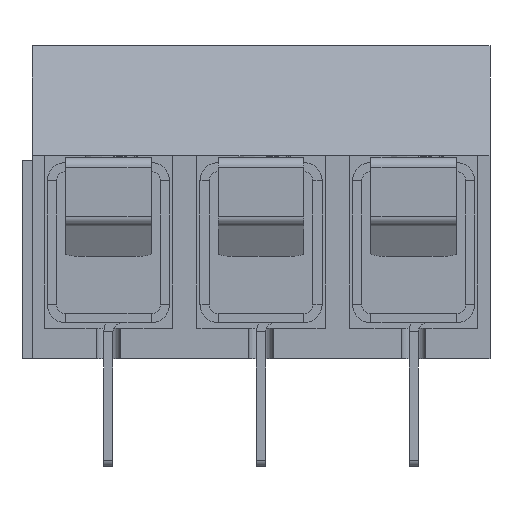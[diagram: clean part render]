
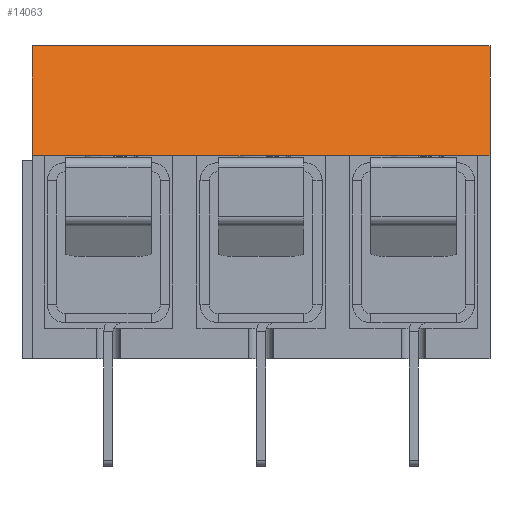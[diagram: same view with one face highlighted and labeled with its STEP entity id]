
A CAD part, front view. The second image highlights one B-rep face of the part: STEP entity #14063.
In plain terms, the highlighted planar face has unit normal (0, -0.949, 0.316).
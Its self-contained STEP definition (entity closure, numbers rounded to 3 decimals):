
#1927=FACE_OUTER_BOUND('',#2758,.T.);
#2758=EDGE_LOOP('',(#11233,#11234,#11235,#11236,#11237,#11238,#11239,#11240,
#11241,#11242));
#3190=LINE('',#18202,#4355);
#3483=LINE('',#22116,#4648);
#3744=LINE('',#24596,#4909);
#3745=LINE('',#24599,#4910);
#3750=LINE('',#24609,#4915);
#3757=LINE('',#24623,#4922);
#3767=LINE('',#24645,#4932);
#3778=LINE('',#24668,#4943);
#3787=LINE('',#24694,#4952);
#3788=LINE('',#24695,#4953);
#4355=VECTOR('',#15355,10.);
#4648=VECTOR('',#15748,10.);
#4909=VECTOR('',#16171,10.);
#4910=VECTOR('',#16174,10.);
#4915=VECTOR('',#16181,10.);
#4922=VECTOR('',#16192,10.);
#4932=VECTOR('',#16214,10.);
#4943=VECTOR('',#16237,10.);
#4952=VECTOR('',#16268,10.);
#4953=VECTOR('',#16269,10.);
#5516=VERTEX_POINT('',#18199);
#5517=VERTEX_POINT('',#18201);
#5992=VERTEX_POINT('',#22113);
#5993=VERTEX_POINT('',#22115);
#6226=VERTEX_POINT('',#24594);
#6227=VERTEX_POINT('',#24598);
#6230=VERTEX_POINT('',#24606);
#6231=VERTEX_POINT('',#24608);
#6233=VERTEX_POINT('',#24614);
#6242=VERTEX_POINT('',#24644);
#6906=EDGE_CURVE('',#5516,#5517,#3190,.T.);
#7554=EDGE_CURVE('',#5992,#5993,#3483,.T.);
#7966=EDGE_CURVE('',#6226,#5992,#3744,.T.);
#7967=EDGE_CURVE('',#5517,#6227,#3745,.T.);
#7972=EDGE_CURVE('',#6230,#6231,#3750,.T.);
#7979=EDGE_CURVE('',#6233,#6226,#3757,.T.);
#7990=EDGE_CURVE('',#6231,#6242,#3767,.T.);
#8002=EDGE_CURVE('',#6227,#6230,#3778,.T.);
#8015=EDGE_CURVE('',#6242,#6233,#3787,.T.);
#8016=EDGE_CURVE('',#5993,#5516,#3788,.T.);
#11233=ORIENTED_EDGE('',*,*,#7554,.F.);
#11234=ORIENTED_EDGE('',*,*,#7966,.F.);
#11235=ORIENTED_EDGE('',*,*,#7979,.F.);
#11236=ORIENTED_EDGE('',*,*,#8015,.F.);
#11237=ORIENTED_EDGE('',*,*,#7990,.F.);
#11238=ORIENTED_EDGE('',*,*,#7972,.F.);
#11239=ORIENTED_EDGE('',*,*,#8002,.F.);
#11240=ORIENTED_EDGE('',*,*,#7967,.F.);
#11241=ORIENTED_EDGE('',*,*,#6906,.F.);
#11242=ORIENTED_EDGE('',*,*,#8016,.F.);
#13470=PLANE('',#14652);
#14063=ADVANCED_FACE('',(#1927),#13470,.F.);
#14652=AXIS2_PLACEMENT_3D('',#24693,#16266,#16267);
#15355=DIRECTION('',(0.,-0.316,-0.949));
#15748=DIRECTION('',(0.,0.316,0.949));
#16171=DIRECTION('',(-1.,0.,0.));
#16174=DIRECTION('',(-1.,0.,0.));
#16181=DIRECTION('',(-1.,0.,0.));
#16192=DIRECTION('',(-1.,0.,0.));
#16214=DIRECTION('',(-1.,0.,0.));
#16237=DIRECTION('',(-1.,0.,0.));
#16266=DIRECTION('center_axis',(0.,0.949,-0.316));
#16267=DIRECTION('ref_axis',(0.,-0.316,-0.949));
#16268=DIRECTION('',(-1.,0.,0.));
#16269=DIRECTION('',(1.,0.,0.));
#18199=CARTESIAN_POINT('',(15.,1.2,10.25));
#18201=CARTESIAN_POINT('',(15.,0.,6.65));
#18202=CARTESIAN_POINT('',(15.,0.566,8.349));
#22113=CARTESIAN_POINT('',(0.,0.,6.65));
#22115=CARTESIAN_POINT('',(0.,1.2,10.25));
#22116=CARTESIAN_POINT('',(0.,0.566,8.349));
#24594=CARTESIAN_POINT('',(0.4,0.,6.65));
#24596=CARTESIAN_POINT('',(7.5,0.,6.65));
#24598=CARTESIAN_POINT('',(14.6,0.,6.65));
#24599=CARTESIAN_POINT('',(7.5,0.,6.65));
#24606=CARTESIAN_POINT('',(10.4,0.,6.65));
#24608=CARTESIAN_POINT('',(9.6,0.,6.65));
#24609=CARTESIAN_POINT('',(7.5,0.,6.65));
#24614=CARTESIAN_POINT('',(4.6,0.,6.65));
#24623=CARTESIAN_POINT('',(7.5,0.,6.65));
#24644=CARTESIAN_POINT('',(5.4,0.,6.65));
#24645=CARTESIAN_POINT('',(7.5,0.,6.65));
#24668=CARTESIAN_POINT('',(7.5,0.,6.65));
#24693=CARTESIAN_POINT('Origin',(15.,1.2,10.25));
#24694=CARTESIAN_POINT('',(7.5,0.,6.65));
#24695=CARTESIAN_POINT('',(7.5,1.2,10.25));
